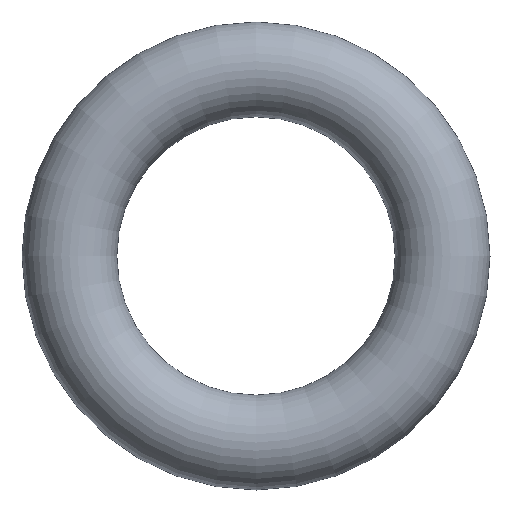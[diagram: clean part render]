
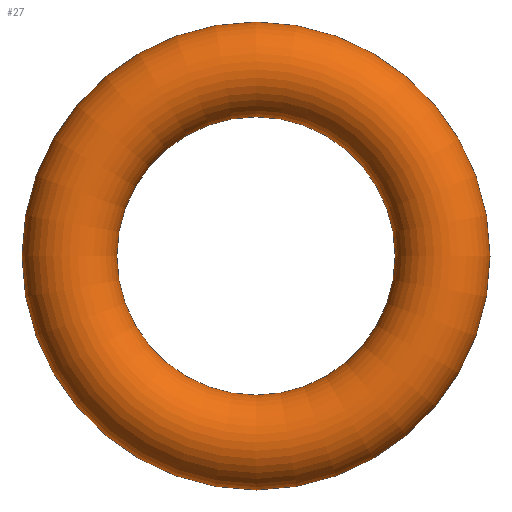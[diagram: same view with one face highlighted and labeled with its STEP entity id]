
A CAD part, front view. The second image highlights one B-rep face of the part: STEP entity #27.
In plain terms, the highlighted toroidal (fillet/blend) face has major radius 78.671 mm and minor radius 20 mm.
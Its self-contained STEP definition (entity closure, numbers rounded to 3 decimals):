
#15=FACE_OUTER_BOUND('',#16,.T.);
#16=EDGE_LOOP('',(#22,#23,#24,#25));
#17=CIRCLE('',#43,20.);
#18=CIRCLE('',#44,58.672);
#19=VERTEX_POINT('',#55);
#20=EDGE_CURVE('',#19,#19,#17,.T.);
#21=EDGE_CURVE('',#19,#19,#18,.T.);
#22=ORIENTED_EDGE('',*,*,#20,.F.);
#23=ORIENTED_EDGE('',*,*,#21,.T.);
#24=ORIENTED_EDGE('',*,*,#20,.T.);
#25=ORIENTED_EDGE('',*,*,#21,.F.);
#26=TOROIDAL_SURFACE('',#42,78.672,20.);
#27=ADVANCED_FACE('',(#15),#26,.T.);
#42=AXIS2_PLACEMENT_3D('',#54,#47,#48);
#43=AXIS2_PLACEMENT_3D('',#56,#49,#50);
#44=AXIS2_PLACEMENT_3D('',#57,#51,#52);
#47=DIRECTION('center_axis',(0.,1.,0.));
#48=DIRECTION('ref_axis',(1.,0.,0.));
#49=DIRECTION('center_axis',(0.,0.,
1.));
#50=DIRECTION('ref_axis',(-1.,0.,0.));
#51=DIRECTION('center_axis',(0.,-1.,0.));
#52=DIRECTION('ref_axis',(1.,0.,0.));
#54=CARTESIAN_POINT('Origin',(0.,0.,0.));
#55=CARTESIAN_POINT('',(-58.672,0.,0.));
#56=CARTESIAN_POINT('Origin',(-78.672,0.,0.));
#57=CARTESIAN_POINT('Origin',(0.,0.,0.));
